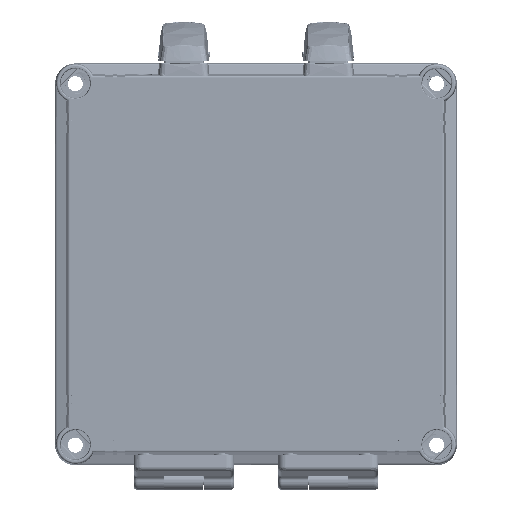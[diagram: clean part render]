
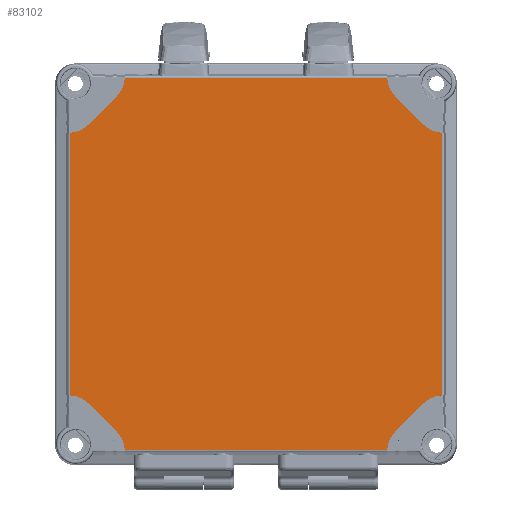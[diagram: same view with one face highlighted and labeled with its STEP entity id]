
A CAD part, top view. The second image highlights one B-rep face of the part: STEP entity #83102.
In plain terms, the highlighted planar face has unit normal (0, 0, 1).
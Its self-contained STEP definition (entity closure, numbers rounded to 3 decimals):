
#68774=CARTESIAN_POINT('',(-79.346,-93.3,30.));
#68775=DIRECTION('',(0.,0.,1.));
#68776=DIRECTION('',(0.999,0.032,0.));
#68777=AXIS2_PLACEMENT_3D('',#68774,#68775,#68776);
#68782=DIRECTION('',(-0.707,0.707,0.));
#68783=VECTOR('',#68782,19.734);
#68784=CARTESIAN_POINT('',(-69.447,-83.401,30.));
#68785=LINE('',#68784,#68783);
#68789=CARTESIAN_POINT('',(-93.3,-79.346,30.));
#68790=DIRECTION('',(0.,0.,1.));
#68791=DIRECTION('',(0.707,0.707,0.));
#68792=AXIS2_PLACEMENT_3D('',#68789,#68790,#68791);
#68797=CARTESIAN_POINT('',(-93.3,79.346,30.));
#68798=DIRECTION('',(0.,0.,1.));
#68799=DIRECTION('',(0.032,-0.999,0.));
#68800=AXIS2_PLACEMENT_3D('',#68797,#68798,#68799);
#68805=DIRECTION('',(0.707,0.707,0.));
#68806=VECTOR('',#68805,19.734);
#68807=CARTESIAN_POINT('',(-83.401,69.447,30.));
#68808=LINE('',#68807,#68806);
#68812=CARTESIAN_POINT('',(-79.346,93.3,30.));
#68813=DIRECTION('',(0.,0.,1.));
#68814=DIRECTION('',(0.707,-0.707,0.));
#68815=AXIS2_PLACEMENT_3D('',#68812,#68813,#68814);
#68820=DIRECTION('',(1.,0.,0.));
#68821=VECTOR('',#68820,130.707);
#68822=CARTESIAN_POINT('',(-65.353,92.851,30.));
#68823=LINE('',#68822,#68821);
#68827=CARTESIAN_POINT('',(79.346,93.3,30.));
#68828=DIRECTION('',(0.,0.,1.));
#68829=DIRECTION('',(-0.999,-0.032,0.));
#68830=AXIS2_PLACEMENT_3D('',#68827,#68828,#68829);
#68835=DIRECTION('',(0.707,-0.707,0.));
#68836=VECTOR('',#68835,19.734);
#68837=CARTESIAN_POINT('',(69.447,83.401,30.));
#68838=LINE('',#68837,#68836);
#68842=CARTESIAN_POINT('',(93.3,79.346,30.));
#68843=DIRECTION('',(0.,0.,1.));
#68844=DIRECTION('',(-0.707,-0.707,0.));
#68845=AXIS2_PLACEMENT_3D('',#68842,#68843,#68844);
#68850=CARTESIAN_POINT('',(93.3,-79.346,30.));
#68851=DIRECTION('',(0.,0.,1.));
#68852=DIRECTION('',(-0.032,0.999,0.));
#68853=AXIS2_PLACEMENT_3D('',#68850,#68851,#68852);
#68858=DIRECTION('',(-0.707,-0.707,0.));
#68859=VECTOR('',#68858,19.734);
#68860=CARTESIAN_POINT('',(83.401,-69.447,30.));
#68861=LINE('',#68860,#68859);
#68865=CARTESIAN_POINT('',(79.346,-93.3,30.));
#68866=DIRECTION('',(0.,0.,1.));
#68867=DIRECTION('',(-0.707,0.707,0.));
#68868=AXIS2_PLACEMENT_3D('',#68865,#68866,#68867);
#72295=DIRECTION('',(1.,0.,0.));
#72296=VECTOR('',#72295,130.707);
#72297=CARTESIAN_POINT('',(-65.353,-92.851,30.));
#72298=LINE('',#72297,#72296);
#72302=CARTESIAN_POINT('',(65.353,-92.851,30.));
#72333=CARTESIAN_POINT('',(-65.353,-92.851,30.));
#72359=DIRECTION('',(0.,1.,0.));
#72360=VECTOR('',#72359,130.707);
#72361=CARTESIAN_POINT('',(92.851,-65.353,30.));
#72362=LINE('',#72361,#72360);
#72430=CARTESIAN_POINT('',(-65.353,92.851,30.));
#72468=CARTESIAN_POINT('',(65.353,92.851,30.));
#72494=DIRECTION('',(0.,-1.,0.));
#72495=VECTOR('',#72494,130.707);
#72496=CARTESIAN_POINT('',(-92.851,65.353,30.));
#72497=LINE('',#72496,#72495);
#79460=CARTESIAN_POINT('',(69.447,83.401,30.));
#79461=CARTESIAN_POINT('',(83.401,69.447,30.));
#79462=VERTEX_POINT('',#79460);
#79463=VERTEX_POINT('',#79461);
#79480=CARTESIAN_POINT('',(-83.401,69.447,30.));
#79481=CARTESIAN_POINT('',(-69.447,83.401,30.));
#79482=VERTEX_POINT('',#79480);
#79483=VERTEX_POINT('',#79481);
#79496=CARTESIAN_POINT('',(83.401,-69.447,30.));
#79497=CARTESIAN_POINT('',(69.447,-83.401,30.));
#79498=VERTEX_POINT('',#79496);
#79499=VERTEX_POINT('',#79497);
#79508=CARTESIAN_POINT('',(-69.447,-83.401,30.));
#79509=CARTESIAN_POINT('',(-83.401,-69.447,30.));
#79510=VERTEX_POINT('',#79508);
#79511=VERTEX_POINT('',#79509);
#79822=VERTEX_POINT('',#72468);
#79834=CARTESIAN_POINT('',(92.851,-65.353,30.));
#79835=CARTESIAN_POINT('',(92.851,65.353,30.));
#79836=VERTEX_POINT('',#79834);
#79837=VERTEX_POINT('',#79835);
#79845=VERTEX_POINT('',#72430);
#79894=CARTESIAN_POINT('',(-92.851,65.353,30.));
#79895=CARTESIAN_POINT('',(-92.851,-65.353,30.));
#79896=VERTEX_POINT('',#79894);
#79897=VERTEX_POINT('',#79895);
#79954=VERTEX_POINT('',#72333);
#79955=VERTEX_POINT('',#72302);
#83063=CARTESIAN_POINT('',(0.,0.,30.));
#83064=DIRECTION('',(0.,0.,1.));
#83065=DIRECTION('',(1.,0.,0.));
#83066=AXIS2_PLACEMENT_3D('',#83063,#83064,#83065);
#83067=PLANE('',#83066);
#83069=ORIENTED_EDGE('',*,*,#83068,.F.);
#83071=ORIENTED_EDGE('',*,*,#83070,.T.);
#83073=ORIENTED_EDGE('',*,*,#83072,.T.);
#83075=ORIENTED_EDGE('',*,*,#83074,.T.);
#83077=ORIENTED_EDGE('',*,*,#83076,.F.);
#83079=ORIENTED_EDGE('',*,*,#83078,.T.);
#83081=ORIENTED_EDGE('',*,*,#83080,.T.);
#83083=ORIENTED_EDGE('',*,*,#83082,.T.);
#83085=ORIENTED_EDGE('',*,*,#83084,.T.);
#83087=ORIENTED_EDGE('',*,*,#83086,.T.);
#83089=ORIENTED_EDGE('',*,*,#83088,.T.);
#83091=ORIENTED_EDGE('',*,*,#83090,.T.);
#83093=ORIENTED_EDGE('',*,*,#83092,.F.);
#83095=ORIENTED_EDGE('',*,*,#83094,.T.);
#83097=ORIENTED_EDGE('',*,*,#83096,.T.);
#83099=ORIENTED_EDGE('',*,*,#83098,.T.);
#83100=EDGE_LOOP('',(#83069,#83071,#83073,#83075,#83077,#83079,#83081,#83083,
#83085,#83087,#83089,#83091,#83093,#83095,#83097,#83099));
#83101=FACE_OUTER_BOUND('',#83100,.F.);
#83102=ADVANCED_FACE('',(#83101),#83067,.T.);
#68778=CIRCLE('',#68777,14.);
#68793=CIRCLE('',#68792,14.);
#68801=CIRCLE('',#68800,14.);
#68816=CIRCLE('',#68815,14.);
#68831=CIRCLE('',#68830,14.);
#68846=CIRCLE('',#68845,14.);
#68854=CIRCLE('',#68853,14.);
#68869=CIRCLE('',#68868,14.);
#83068=EDGE_CURVE('',#79954,#79955,#72298,.T.);
#83070=EDGE_CURVE('',#79954,#79510,#68778,.T.);
#83072=EDGE_CURVE('',#79510,#79511,#68785,.T.);
#83074=EDGE_CURVE('',#79511,#79897,#68793,.T.);
#83076=EDGE_CURVE('',#79896,#79897,#72497,.T.);
#83078=EDGE_CURVE('',#79896,#79482,#68801,.T.);
#83080=EDGE_CURVE('',#79482,#79483,#68808,.T.);
#83082=EDGE_CURVE('',#79483,#79845,#68816,.T.);
#83084=EDGE_CURVE('',#79845,#79822,#68823,.T.);
#83086=EDGE_CURVE('',#79822,#79462,#68831,.T.);
#83088=EDGE_CURVE('',#79462,#79463,#68838,.T.);
#83090=EDGE_CURVE('',#79463,#79837,#68846,.T.);
#83092=EDGE_CURVE('',#79836,#79837,#72362,.T.);
#83094=EDGE_CURVE('',#79836,#79498,#68854,.T.);
#83096=EDGE_CURVE('',#79498,#79499,#68861,.T.);
#83098=EDGE_CURVE('',#79499,#79955,#68869,.T.);
